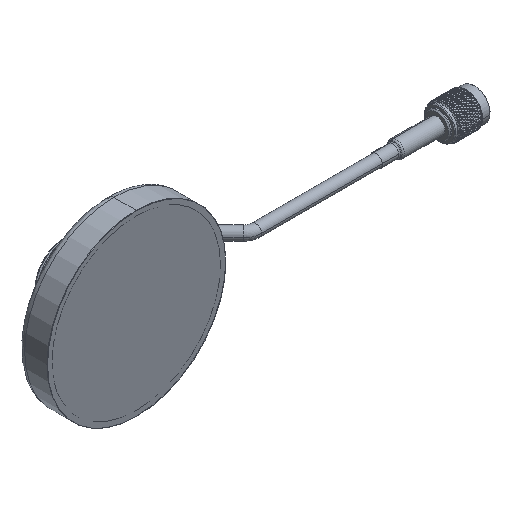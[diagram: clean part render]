
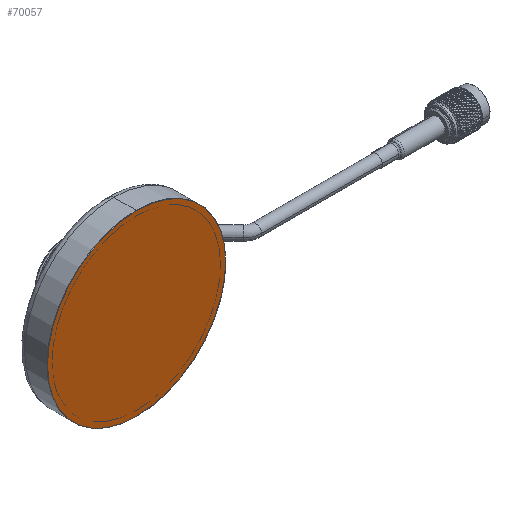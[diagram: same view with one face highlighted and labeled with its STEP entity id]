
A CAD part, isometric view. The second image highlights one B-rep face of the part: STEP entity #70057.
In plain terms, the highlighted planar face has unit normal (0, -1, 0).
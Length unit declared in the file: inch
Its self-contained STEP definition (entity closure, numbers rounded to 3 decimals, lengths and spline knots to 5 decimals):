
#1994 = CIRCLE ( 'NONE', #105179, 1.49606 ) ;
#2791 = DIRECTION ( 'NONE',  ( 0., 0., -1. ) ) ;
#2871 = DIRECTION ( 'NONE',  ( 0., 0., -1. ) ) ;
#3810 = PLANE ( 'NONE',  #41408 ) ;
#5470 = CARTESIAN_POINT ( 'NONE',  ( 0., -0.00984, 1.49606 ) ) ;
#12190 = CARTESIAN_POINT ( 'NONE',  ( 0., -0.00984, 0. ) ) ;
#22051 = CARTESIAN_POINT ( 'NONE',  ( 0., -0.00984, 0. ) ) ;
#29948 = CARTESIAN_POINT ( 'NONE',  ( 0., -0.00984, 0. ) ) ;
#31014 = VERTEX_POINT ( 'NONE', #93694 ) ;
#32620 = DIRECTION ( 'NONE',  ( 0., 0., 1. ) ) ;
#40889 = DIRECTION ( 'NONE',  ( 0., 1., 0. ) ) ;
#41408 = AXIS2_PLACEMENT_3D ( 'NONE', #22051, #40889, #32620 ) ;
#41657 = ORIENTED_EDGE ( 'NONE', *, *, #115737, .F. ) ;
#56400 = DIRECTION ( 'NONE',  ( 0., 1., 0. ) ) ;
#57778 = EDGE_CURVE ( 'NONE', #91996, #31014, #1994, .T. ) ;
#62724 = AXIS2_PLACEMENT_3D ( 'NONE', #29948, #56400, #2871 ) ;
#70057 = ADVANCED_FACE ( 'NONE', ( #103102 ), #3810, .F. ) ;
#74657 = ORIENTED_EDGE ( 'NONE', *, *, #57778, .F. ) ;
#91996 = VERTEX_POINT ( 'NONE', #5470 ) ;
#92136 = DIRECTION ( 'NONE',  ( 0., 1., 0. ) ) ;
#93694 = CARTESIAN_POINT ( 'NONE',  ( 0., -0.00984, -1.49606 ) ) ;
#103102 = FACE_OUTER_BOUND ( 'NONE', #104093, .T. ) ;
#104093 = EDGE_LOOP ( 'NONE', ( #41657, #74657 ) ) ;
#105179 = AXIS2_PLACEMENT_3D ( 'NONE', #12190, #92136, #2791 ) ;
#113411 = CIRCLE ( 'NONE', #62724, 1.49606 ) ;
#115737 = EDGE_CURVE ( 'NONE', #31014, #91996, #113411, .T. ) ;
